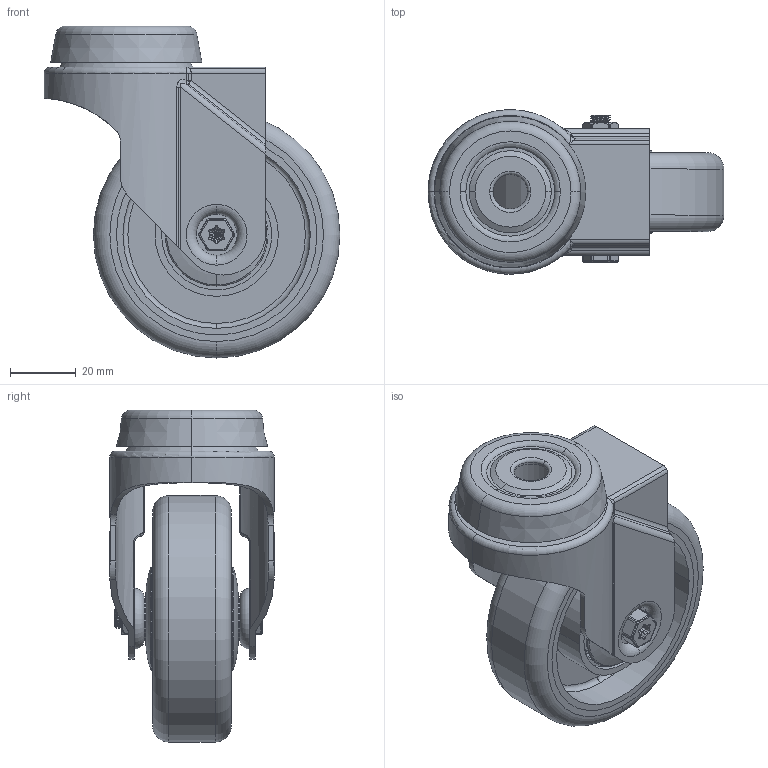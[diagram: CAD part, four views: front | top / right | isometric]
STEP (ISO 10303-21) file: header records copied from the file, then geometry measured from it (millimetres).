
FILE_DESCRIPTION(('STEP AP203'),'1');
FILE_NAME('BZRA75GRBJBH10.STEP','2023-05-31T11:30:28',(' '),(' '),'Spatial InterOp 3D',' ',' ');
FILE_SCHEMA(('CONFIG_CONTROL_DESIGN'));
Length unit declared in the file: metre
Products named in the file (19): BZRA75ASBH10; ZINC PLATED PRESSED STEEL FORKS; ZINC PLATED PRESSED STEEL HEAD; BZRA75GRBJBH10; BZRA75WGRBJM6; RUBBER TYRE; POLYPROPYLENE RIM; CAP; BEARING608RS; OUTTER; INNER; BALL BEARINGS; Component2; MIDDLE; RUBBER; BOLTBZRA6MM; ZINC PLATED AXLE BOLT; NM6GR8HALFGR8; ZINC PLATED LOCKING NUT
Assembly tree (24 placements, depth 5):
  BZRA75GRBJBH10
    BZRA75ASBH10
      ZINC PLATED PRESSED STEEL FORKS
      ZINC PLATED PRESSED STEEL HEAD
    BZRA75WGRBJM6
      RUBBER TYRE
      POLYPROPYLENE RIM
      CAP  x2
      BEARING608RS
        OUTTER
        INNER
        BALL BEARINGS
          Component2  x6
        MIDDLE
        RUBBER
    BOLTBZRA6MM
      ZINC PLATED AXLE BOLT
    NM6GR8HALFGR8
      ZINC PLATED LOCKING NUT
Bounding box: 90 x 50 x 101 mm (x, y, z)
Volume: 88866.8 mm3; surface area: 67973.5 mm2
Topology: 19 solids, 19 shells, 594 faces, 1492 edges, 936 vertices
Faces by surface type: cylinder 253, torus 102, plane 98, sphere 51, cone 48, bspline 42
Entity records: 40943 total; most frequent: CARTESIAN_POINT 26441, DIRECTION 2986, ORIENTED_EDGE 2800, EDGE_CURVE 1400, AXIS2_PLACEMENT_3D 1324, VERTEX_POINT 898, CIRCLE 757, EDGE_LOOP 630
